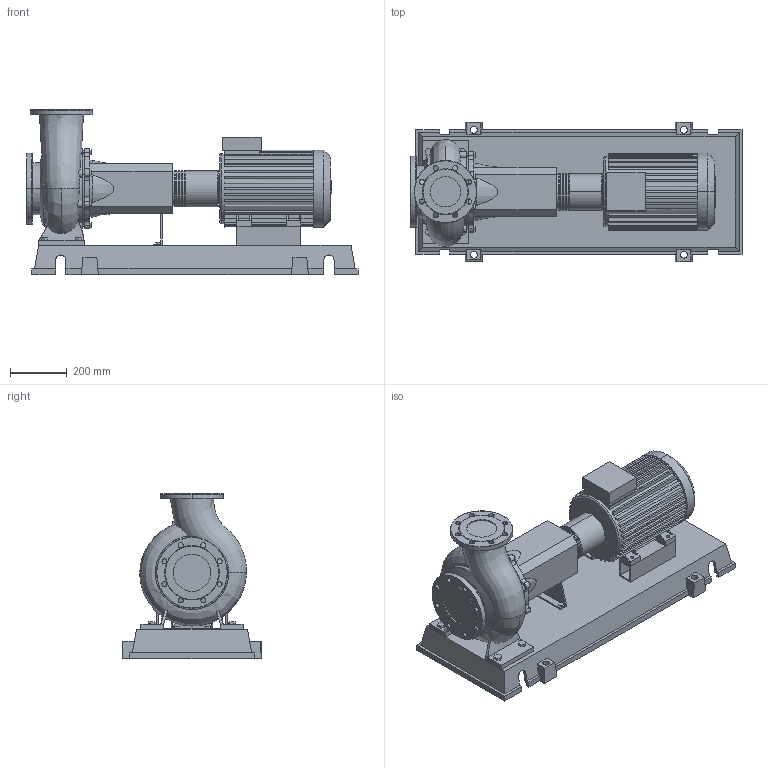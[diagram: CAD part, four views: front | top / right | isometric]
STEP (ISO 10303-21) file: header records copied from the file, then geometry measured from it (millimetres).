
FILE_DESCRIPTION((''),'2;1');
FILE_NAME('3d_NL100_200-7.5-4-05-4109326.stp','2015-03-03T07:58:33',(''),(''),'Mechanical Desktop 2009','Mechanical Desktop 2009',', , ');
FILE_SCHEMA(('CONFIG_CONTROL_DESIGN'));
Length unit declared in the file: millimetre
Products named in the file (1): Product
Bounding box: 1170 x 490 x 583 mm (x, y, z)
Volume: 60117737.5 mm3; surface area: 3717231 mm2
Topology: 13 solids, 13 shells, 850 faces, 2291 edges, 1507 vertices
Faces by surface type: plane 435, cylinder 229, bspline 158, cone 14, torus 14
Entity records: 31339 total; most frequent: CARTESIAN_POINT 9808, ORIENTED_EDGE 4584, DIRECTION 4297, EDGE_CURVE 2292, VERTEX_POINT 1506, VECTOR 1455, LINE 1455, AXIS2_PLACEMENT_3D 1421
